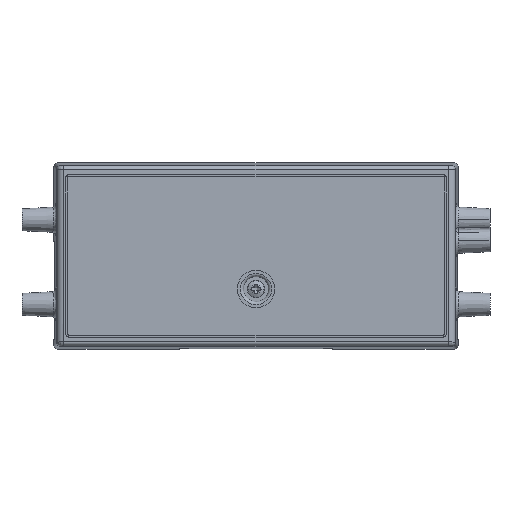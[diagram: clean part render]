
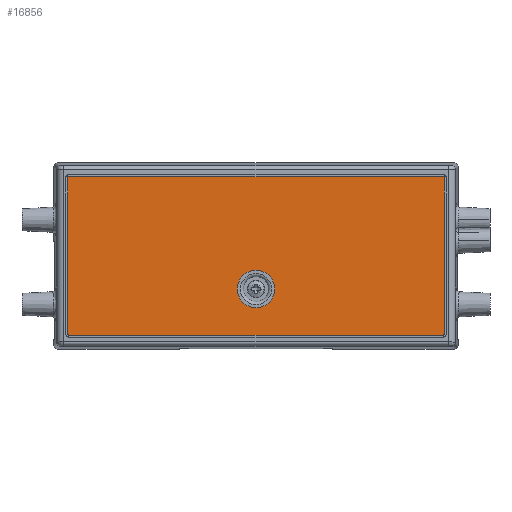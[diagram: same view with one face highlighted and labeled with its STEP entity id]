
A CAD part, top view. The second image highlights one B-rep face of the part: STEP entity #16856.
In plain terms, the highlighted planar face has unit normal (0, 0, 1).
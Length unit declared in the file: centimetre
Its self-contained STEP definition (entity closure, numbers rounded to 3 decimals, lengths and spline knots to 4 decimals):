
#16535=CARTESIAN_POINT('',(6.04,2.5,1.77));
#16536=VERTEX_POINT('',#16535);
#16537=CARTESIAN_POINT('',(6.04,-2.5,1.77));
#16538=VERTEX_POINT('',#16537);
#16539=CARTESIAN_POINT('',(6.04,12342.5,1.77));
#16540=DIRECTION('',(-0.,-1.,0.));
#16541=VECTOR('',#16540,24690.);
#16542=LINE('',#16539,#16541);
#16543=EDGE_CURVE('',#16536,#16538,#16542,.T.);
#16575=CARTESIAN_POINT('',(6.,-2.54,1.77));
#16576=VERTEX_POINT('',#16575);
#16577=CARTESIAN_POINT('',(6.,-2.5,1.77));
#16578=DIRECTION('',(0.,-0.,-1.));
#16579=DIRECTION('',(1.,0.,0.));
#16580=AXIS2_PLACEMENT_3D('',#16577,#16578,#16579);
#16581=CIRCLE('',#16580,0.04);
#16582=EDGE_CURVE('',#16538,#16576,#16581,.T.);
#16608=CARTESIAN_POINT('',(-6.,-2.54,1.77));
#16609=VERTEX_POINT('',#16608);
#16610=CARTESIAN_POINT('',(12339.,-2.54,1.77));
#16611=DIRECTION('',(-1.,0.,0.));
#16612=VECTOR('',#16611,24690.);
#16613=LINE('',#16610,#16612);
#16614=EDGE_CURVE('',#16576,#16609,#16613,.T.);
#16639=CARTESIAN_POINT('',(-6.04,-2.5,1.77));
#16640=VERTEX_POINT('',#16639);
#16641=CARTESIAN_POINT('',(-6.,-2.5,1.77));
#16642=DIRECTION('',(0.,-0.,-1.));
#16643=DIRECTION('',(1.,0.,0.));
#16644=AXIS2_PLACEMENT_3D('',#16641,#16642,#16643);
#16645=CIRCLE('',#16644,0.04);
#16646=EDGE_CURVE('',#16609,#16640,#16645,.T.);
#16672=CARTESIAN_POINT('',(-6.04,2.5,1.77));
#16673=VERTEX_POINT('',#16672);
#16674=CARTESIAN_POINT('',(-6.04,-12342.5,1.77));
#16675=DIRECTION('',(0.,1.,0.));
#16676=VECTOR('',#16675,24690.);
#16677=LINE('',#16674,#16676);
#16678=EDGE_CURVE('',#16640,#16673,#16677,.T.);
#16703=CARTESIAN_POINT('',(-6.,2.54,1.77));
#16704=VERTEX_POINT('',#16703);
#16705=CARTESIAN_POINT('',(-6.,2.5,1.77));
#16706=DIRECTION('',(0.,-0.,-1.));
#16707=DIRECTION('',(1.,0.,0.));
#16708=AXIS2_PLACEMENT_3D('',#16705,#16706,#16707);
#16709=CIRCLE('',#16708,0.04);
#16710=EDGE_CURVE('',#16673,#16704,#16709,.T.);
#16736=CARTESIAN_POINT('',(6.,2.54,1.77));
#16737=VERTEX_POINT('',#16736);
#16738=CARTESIAN_POINT('',(-12339.,2.54,1.77));
#16739=DIRECTION('',(1.,-0.,0.));
#16740=VECTOR('',#16739,24690.);
#16741=LINE('',#16738,#16740);
#16742=EDGE_CURVE('',#16704,#16737,#16741,.T.);
#16767=CARTESIAN_POINT('',(6.,2.5,1.77));
#16768=DIRECTION('',(0.,-0.,-1.));
#16769=DIRECTION('',(1.,0.,0.));
#16770=AXIS2_PLACEMENT_3D('',#16767,#16768,#16769);
#16771=CIRCLE('',#16770,0.04);
#16772=EDGE_CURVE('',#16737,#16536,#16771,.T.);
#16791=CARTESIAN_POINT('',(-0.54,-1.0616,1.77));
#16792=VERTEX_POINT('',#16791);
#16801=CARTESIAN_POINT('',(0.54,-1.0616,1.77));
#16802=VERTEX_POINT('',#16801);
#16803=CARTESIAN_POINT('',(-0.,-1.0616,1.77));
#16804=DIRECTION('',(-0.,0.,1.));
#16805=DIRECTION('',(1.,0.,0.));
#16806=AXIS2_PLACEMENT_3D('',#16803,#16804,#16805);
#16807=CIRCLE('',#16806,0.54);
#16808=EDGE_CURVE('',#16792,#16802,#16807,.T.);
#16810=CARTESIAN_POINT('',(-0.,-1.0616,1.77));
#16811=DIRECTION('',(-0.,0.,1.));
#16812=DIRECTION('',(1.,0.,0.));
#16813=AXIS2_PLACEMENT_3D('',#16810,#16811,#16812);
#16814=CIRCLE('',#16813,0.54);
#16815=EDGE_CURVE('',#16802,#16792,#16814,.T.);
#16837=CARTESIAN_POINT('',(-0.,0.,1.77));
#16838=DIRECTION('',(0.,0.,1.));
#16839=DIRECTION('',(1.,0.,0.));
#16840=AXIS2_PLACEMENT_3D('',#16837,#16838,#16839);
#16841=PLANE('',#16840);
#16842=ORIENTED_EDGE('',*,*,#16808,.F.);
#16843=ORIENTED_EDGE('',*,*,#16815,.F.);
#16844=EDGE_LOOP('',(#16842,#16843));
#16845=FACE_BOUND('',#16844,.T.);
#16846=ORIENTED_EDGE('',*,*,#16543,.F.);
#16847=ORIENTED_EDGE('',*,*,#16772,.F.);
#16848=ORIENTED_EDGE('',*,*,#16742,.F.);
#16849=ORIENTED_EDGE('',*,*,#16710,.F.);
#16850=ORIENTED_EDGE('',*,*,#16678,.F.);
#16851=ORIENTED_EDGE('',*,*,#16646,.F.);
#16852=ORIENTED_EDGE('',*,*,#16614,.F.);
#16853=ORIENTED_EDGE('',*,*,#16582,.F.);
#16854=EDGE_LOOP('',(#16846,#16847,#16848,#16849,#16850,#16851,#16852,#16853));
#16855=FACE_BOUND('',#16854,.T.);
#16856=ADVANCED_FACE('',(#16845,#16855),#16841,.T.);
